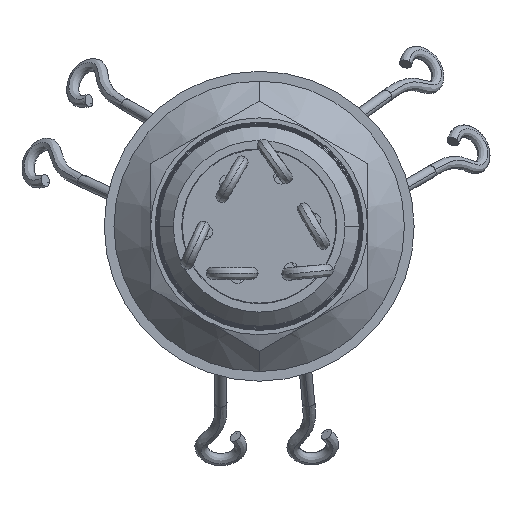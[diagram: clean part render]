
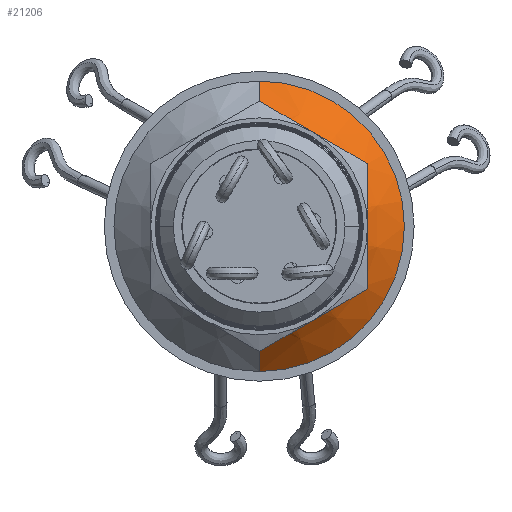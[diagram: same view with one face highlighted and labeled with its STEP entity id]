
A CAD part, front view. The second image highlights one B-rep face of the part: STEP entity #21206.
In plain terms, the highlighted conical face has half-angle 45 degrees and reference radius 14.883 mm.
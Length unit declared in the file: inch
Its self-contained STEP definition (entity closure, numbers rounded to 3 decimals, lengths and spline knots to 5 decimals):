
#349 = CARTESIAN_POINT ( 'NONE',  ( 0., 0.45036, 0. ) ) ;
#350 = DIRECTION ( 'NONE',  ( 0., 1., 0. ) ) ;
#351 = DIRECTION ( 'NONE',  ( 0., 0., 1. ) ) ;
#354 = CARTESIAN_POINT ( 'NONE',  ( 0., 0.45036, 0. ) ) ;
#355 = DIRECTION ( 'NONE',  ( 0., 1., 0. ) ) ;
#356 = DIRECTION ( 'NONE',  ( 0., 0., 1. ) ) ;
#2949 = VERTEX_POINT ( 'NONE', #20914 ) ;
#3215 = ORIENTED_EDGE ( 'NONE', *, *, #16760, .T. ) ;
#3221 = ORIENTED_EDGE ( 'NONE', *, *, #13180, .T. ) ;
#3224 = ORIENTED_EDGE ( 'NONE', *, *, #13184, .F. ) ;
#3451 = VERTEX_POINT ( 'NONE', #21110 ) ;
#3454 = VERTEX_POINT ( 'NONE', #21113 ) ;
#3629 = ORIENTED_EDGE ( 'NONE', *, *, #13152, .F. ) ;
#3632 = ORIENTED_EDGE ( 'NONE', *, *, #16763, .T. ) ;
#4950 = EDGE_LOOP ( 'NONE', ( #3215, #3632, #3221, #3224, #3629 ) ) ;
#6956 = VERTEX_POINT ( 'NONE', #10389 ) ;
#6962 = VERTEX_POINT ( 'NONE', #10395 ) ;
#10389 = CARTESIAN_POINT ( 'NONE',  ( 0., 0.45036, 0.38229 ) ) ;
#10395 = CARTESIAN_POINT ( 'NONE',  ( 0., 0.654, 0.58593 ) ) ;
#11512 = DIRECTION ( 'NONE',  ( 0., 0., 1. ) ) ;
#11514 = DIRECTION ( 'NONE',  ( 0., 1., 0. ) ) ;
#11516 = CARTESIAN_POINT ( 'NONE',  ( 0., 0.654, 0. ) ) ;
#12343 = AXIS2_PLACEMENT_3D ( 'NONE', #11516, #11514, #11512 ) ;
#13152 = EDGE_CURVE ( 'NONE', #6956, #6962, #13975, .T. ) ;
#13180 = EDGE_CURVE ( 'NONE', #3451, #2949, #13855, .T. ) ;
#13184 = EDGE_CURVE ( 'NONE', #6962, #2949, #13859, .T. ) ;
#13824 = VECTOR ( 'NONE', #21792, 39.37008 ) ;
#13855 = LINE ( 'NONE', #21903, #13858 ) ;
#13858 = VECTOR ( 'NONE', #21905, 39.37008 ) ;
#13859 = CIRCLE ( 'NONE', #21443, 0.58593 ) ;
#13975 = LINE ( 'NONE', #21788, #13824 ) ;
#14369 = CIRCLE ( 'NONE', #21323, 0.38229 ) ;
#14370 = CIRCLE ( 'NONE', #21322, 0.38229 ) ;
#16760 = EDGE_CURVE ( 'NONE', #6956, #3454, #14369, .T. ) ;
#16763 = EDGE_CURVE ( 'NONE', #3454, #3451, #14370, .T. ) ;
#19412 = CONICAL_SURFACE ( 'NONE', #12343, 0.58593, 0.785 ) ;
#19420 = FACE_OUTER_BOUND ( 'NONE', #4950, .T. ) ;
#20914 = CARTESIAN_POINT ( 'NONE',  ( 0., 0.654, -0.58593 ) ) ;
#21110 = CARTESIAN_POINT ( 'NONE',  ( 0., 0.45036, -0.38229 ) ) ;
#21113 = CARTESIAN_POINT ( 'NONE',  ( 0.38229, 0.45036, 0. ) ) ;
#21206 = ADVANCED_FACE ( 'NONE', ( #19420 ), #19412, .T. ) ;
#21322 = AXIS2_PLACEMENT_3D ( 'NONE', #354, #355, #356 ) ;
#21323 = AXIS2_PLACEMENT_3D ( 'NONE', #349, #350, #351 ) ;
#21443 = AXIS2_PLACEMENT_3D ( 'NONE', #21914, #21915, #21916 ) ;
#21788 = CARTESIAN_POINT ( 'NONE',  ( 0., 0.654, 0.58593 ) ) ;
#21792 = DIRECTION ( 'NONE',  ( 0., 0.707, 0.707 ) ) ;
#21903 = CARTESIAN_POINT ( 'NONE',  ( 0., 0.654, -0.58593 ) ) ;
#21905 = DIRECTION ( 'NONE',  ( 0., 0.707, -0.707 ) ) ;
#21914 = CARTESIAN_POINT ( 'NONE',  ( 0., 0.654, 0. ) ) ;
#21915 = DIRECTION ( 'NONE',  ( 0., 1., 0. ) ) ;
#21916 = DIRECTION ( 'NONE',  ( 0., 0., 1. ) ) ;
